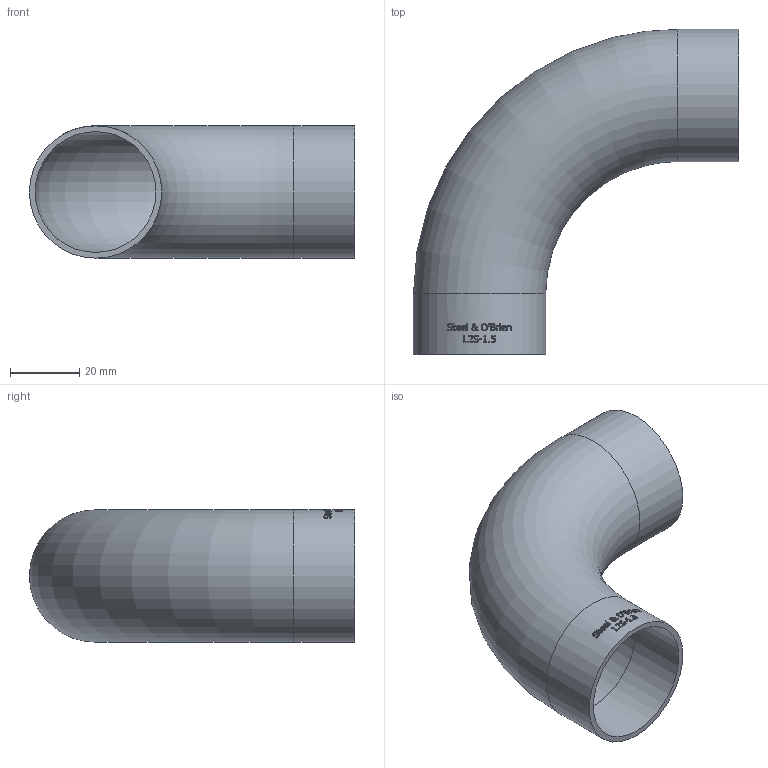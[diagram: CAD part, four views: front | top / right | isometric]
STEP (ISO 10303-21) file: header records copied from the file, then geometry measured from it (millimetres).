
FILE_DESCRIPTION(/* description */ (''),/* implementation_level */ '2;1');
FILE_NAME(/* name */ 'L2S-1.5.stp',/* time_stamp */ '2019-02-01T15:49:30-05:00',/* author */ ('rick'),/* organization */ (''),/* preprocessor_version */ 'ST-DEVELOPER v15.2',/* originating_system */ 'Autodesk Inventor 2014',/* authorisation */ '');
FILE_SCHEMA (('AUTOMOTIVE_DESIGN { 1 0 10303 214 3 1 1 }'));
Length unit declared in the file: inch
Products named in the file (1): L2S-1.5
Bounding box: 93.68 x 93.68 x 38.1 mm (x, y, z)
Volume: 23576.6 mm3; surface area: 28960.8 mm2
Topology: 1 solids, 1 shells, 318 faces, 857 edges, 570 vertices
Faces by surface type: bspline 160, plane 123, cylinder 33, torus 2
Full cylindrical faces by diameter (mm): 34.798 x2, 38.1 x2
Entity records: 12984 total; most frequent: CARTESIAN_POINT 5929, ORIENTED_EDGE 1702, DIRECTION 987, EDGE_CURVE 851, VERTEX_POINT 570, LINE 393, VECTOR 393, EDGE_LOOP 355
